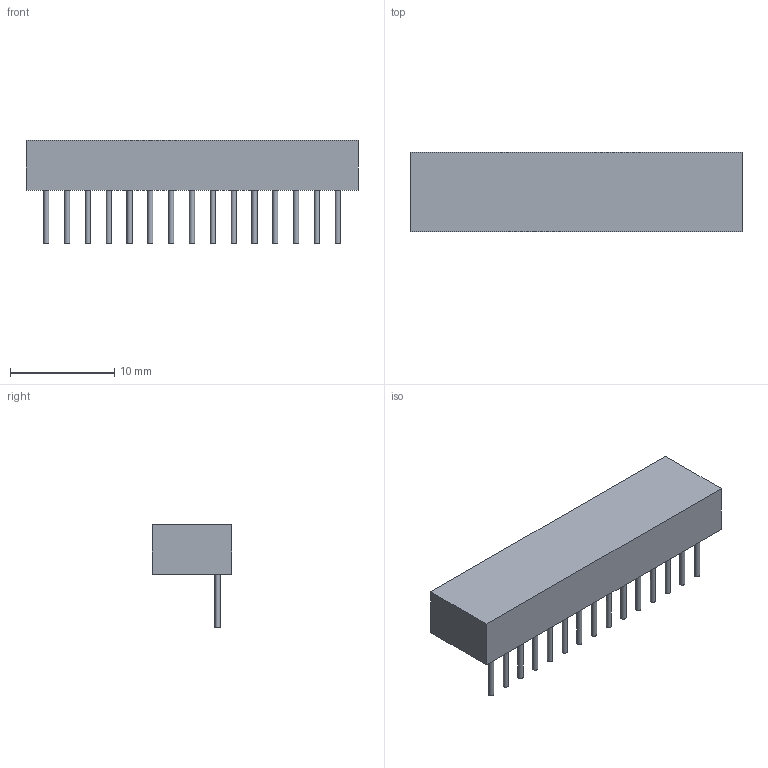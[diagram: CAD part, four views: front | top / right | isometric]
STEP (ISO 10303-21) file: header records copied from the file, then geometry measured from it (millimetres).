
FILE_DESCRIPTION(('FreeCAD Model'),'2;1');
FILE_NAME('682267.1.2.stp','2023-12-29T05:25:27',( 'Author'),(''),'Open CASCADE STEP processor 6.9','FreeCAD','Unknown' );
FILE_SCHEMA(('AUTOMOTIVE_DESIGN { 1 0 10303 214 1 1 1 1 }'));
Length unit declared in the file: millimetre
Products named in the file (3): ASSEMBLY; Body; Leads
Assembly tree (2 placements, depth 2):
  ASSEMBLY
    Body
    Leads
Bounding box: 31.9 x 7.6 x 9.9 mm (x, y, z)
Volume: 1178.7 mm3; surface area: 990.1 mm2
Topology: 16 solids, 16 shells, 51 faces, 57 edges, 38 vertices
Faces by surface type: plane 36, cylinder 15
Full cylindrical faces by diameter (mm): 0.5 x15
Entity records: 1886 total; most frequent: DIRECTION 309, CARTESIAN_POINT 263, ORIENTED_EDGE 114, PCURVE 114, DEFINITIONAL_REPRESENTATION 114, LINE 111, VECTOR 111, AXIS2_PLACEMENT_3D 84
